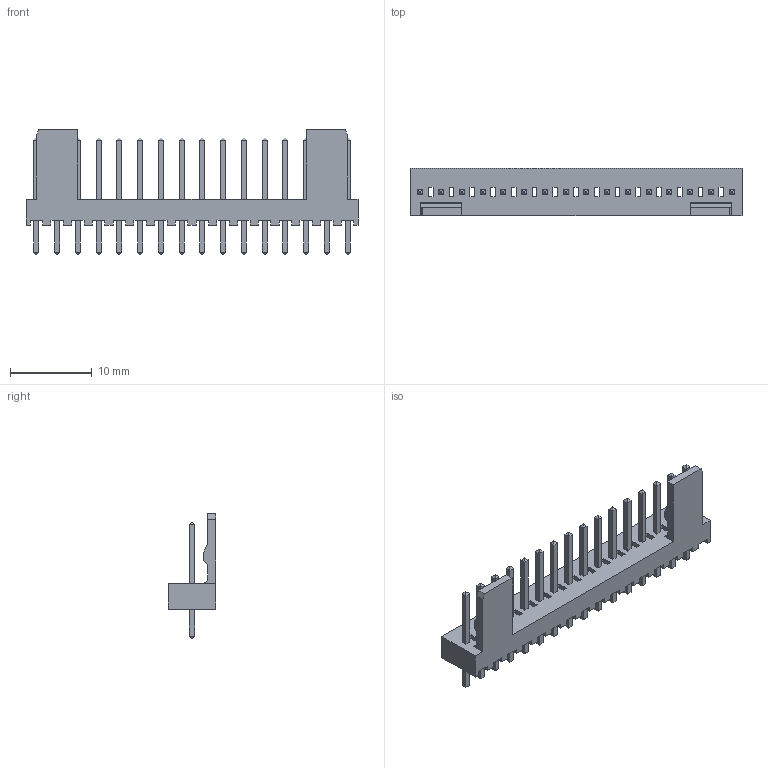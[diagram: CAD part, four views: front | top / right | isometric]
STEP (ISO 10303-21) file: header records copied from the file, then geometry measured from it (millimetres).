
FILE_DESCRIPTION(/* description */ ('model of Molex_KK-254_AE-6410-16A_1x16_P2.54mm_Vertical'),/* implementation_level */ '2;1');
FILE_NAME(/* name */ 'Molex_KK-254_AE-6410-16A_1x16_P2.54mm_Vertical.step',/* time_stamp */ '2017-12-04T15:11:04',/* author */ ('Ray Benitez',''),/* organization */ (''),/* preprocessor_version */ '',/* originating_system */ '',/* authorisation */ '');
FILE_SCHEMA(('AUTOMOTIVE_DESIGN { 1 0 10303 214 1 1 1 1 }'));
Length unit declared in the file: millimetre
Products named in the file (1): Molex_AE_6410_16A
Bounding box: 40.64 x 5.8 x 15.26 mm (x, y, z)
Volume: 799.8 mm3; surface area: 1670.9 mm2
Topology: 1 solids, 1 shells, 438 faces, 1084 edges, 680 vertices
Faces by surface type: plane 436, cylinder 2
Entity records: 8544 total; most frequent: ORIENTED_EDGE 1695, CARTESIAN_POINT 1416, EDGE_CURVE 1084, LINE 982, VERTEX_POINT 680, FACE_BOUND 500, EDGE_LOOP 500, ADVANCED_FACE 438
